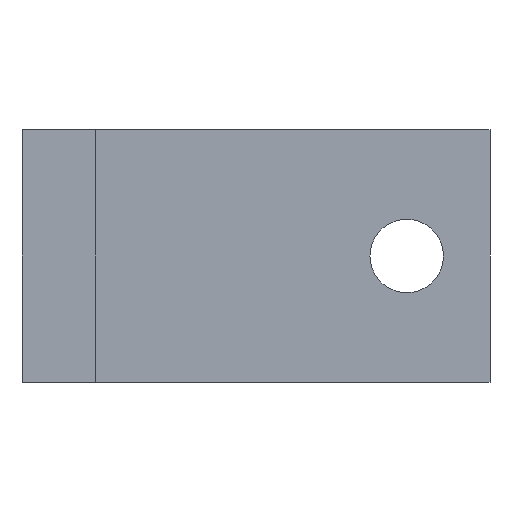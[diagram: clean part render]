
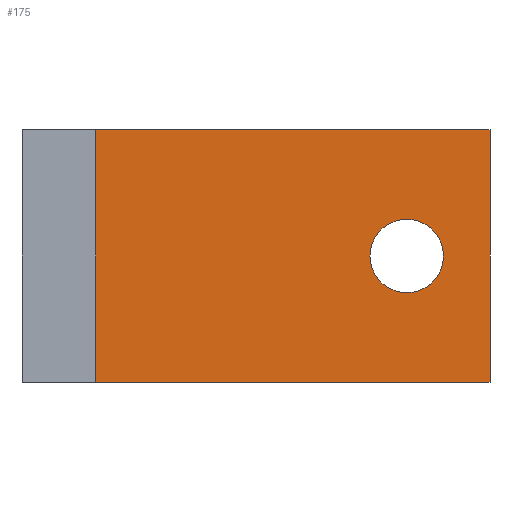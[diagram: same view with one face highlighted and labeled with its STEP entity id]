
A CAD part, left-side view. The second image highlights one B-rep face of the part: STEP entity #175.
In plain terms, the highlighted planar face has unit normal (-1, 0, 0).
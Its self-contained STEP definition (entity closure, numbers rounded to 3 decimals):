
#1 = VERTEX_POINT ( 'NONE', #95 ) ;
#7 = EDGE_CURVE ( 'NONE', #481, #124, #241, .T. ) ;
#14 = DIRECTION ( 'NONE',  ( 0., 0., -1. ) ) ;
#44 = CARTESIAN_POINT ( 'NONE',  ( 18.4, -3., 0. ) ) ;
#48 = EDGE_CURVE ( 'NONE', #349, #1, #478, .T. ) ;
#63 = DIRECTION ( 'NONE',  ( 0., -1., 0. ) ) ;
#79 = DIRECTION ( 'NONE',  ( 1., 0., 0. ) ) ;
#95 = CARTESIAN_POINT ( 'NONE',  ( 18.4, -19.1, 10.3 ) ) ;
#96 = EDGE_CURVE ( 'NONE', #251, #402, #114, .T. ) ;
#102 = VECTOR ( 'NONE', #14, 1000. ) ;
#109 = DIRECTION ( 'NONE',  ( 0., 0., -1. ) ) ;
#111 = DIRECTION ( 'NONE',  ( 1., 0., 0. ) ) ;
#114 = LINE ( 'NONE', #44, #228 ) ;
#117 = PLANE ( 'NONE',  #302 ) ;
#123 = CARTESIAN_POINT ( 'NONE',  ( 18.4, -19.1, 0. ) ) ;
#124 = VERTEX_POINT ( 'NONE', #184 ) ;
#133 = EDGE_CURVE ( 'NONE', #124, #481, #371, .T. ) ;
#137 = ORIENTED_EDGE ( 'NONE', *, *, #96, .T. ) ;
#150 = CARTESIAN_POINT ( 'NONE',  ( 18.4, -15.7, 5.15 ) ) ;
#159 = LINE ( 'NONE', #314, #220 ) ;
#175 = ADVANCED_FACE ( 'NONE', ( #190, #416 ), #117, .F. ) ;
#182 = DIRECTION ( 'NONE',  ( 0., -1., 0. ) ) ;
#184 = CARTESIAN_POINT ( 'NONE',  ( 18.4, -15.7, 3.65 ) ) ;
#185 = EDGE_LOOP ( 'NONE', ( #215, #221 ) ) ;
#188 = AXIS2_PLACEMENT_3D ( 'NONE', #289, #216, #109 ) ;
#190 = FACE_BOUND ( 'NONE', #185, .T. ) ;
#215 = ORIENTED_EDGE ( 'NONE', *, *, #133, .T. ) ;
#216 = DIRECTION ( 'NONE',  ( 1., 0., 0. ) ) ;
#220 = VECTOR ( 'NONE', #432, 1000. ) ;
#221 = ORIENTED_EDGE ( 'NONE', *, *, #7, .T. ) ;
#228 = VECTOR ( 'NONE', #182, 1000. ) ;
#241 = CIRCLE ( 'NONE', #188, 1.5 ) ;
#251 = VERTEX_POINT ( 'NONE', #422 ) ;
#280 = ORIENTED_EDGE ( 'NONE', *, *, #48, .F. ) ;
#289 = CARTESIAN_POINT ( 'NONE',  ( 18.4, -15.7, 5.15 ) ) ;
#302 = AXIS2_PLACEMENT_3D ( 'NONE', #447, #111, #409 ) ;
#314 = CARTESIAN_POINT ( 'NONE',  ( 18.4, -3., 10.3 ) ) ;
#316 = ORIENTED_EDGE ( 'NONE', *, *, #386, .F. ) ;
#323 = CARTESIAN_POINT ( 'NONE',  ( 18.4, -15.7, 6.65 ) ) ;
#326 = EDGE_LOOP ( 'NONE', ( #137, #316, #280, #376 ) ) ;
#340 = VECTOR ( 'NONE', #63, 1000. ) ;
#349 = VERTEX_POINT ( 'NONE', #387 ) ;
#350 = CARTESIAN_POINT ( 'NONE',  ( 18.4, -19.1, 10.3 ) ) ;
#371 = CIRCLE ( 'NONE', #465, 1.5 ) ;
#376 = ORIENTED_EDGE ( 'NONE', *, *, #398, .T. ) ;
#386 = EDGE_CURVE ( 'NONE', #1, #402, #429, .T. ) ;
#387 = CARTESIAN_POINT ( 'NONE',  ( 18.4, -3., 10.3 ) ) ;
#398 = EDGE_CURVE ( 'NONE', #349, #251, #159, .T. ) ;
#402 = VERTEX_POINT ( 'NONE', #123 ) ;
#409 = DIRECTION ( 'NONE',  ( 0., 0., -1. ) ) ;
#416 = FACE_OUTER_BOUND ( 'NONE', #326, .T. ) ;
#422 = CARTESIAN_POINT ( 'NONE',  ( 18.4, -3., 0. ) ) ;
#429 = LINE ( 'NONE', #350, #102 ) ;
#432 = DIRECTION ( 'NONE',  ( 0., 0., -1. ) ) ;
#440 = CARTESIAN_POINT ( 'NONE',  ( 18.4, -3., 10.3 ) ) ;
#447 = CARTESIAN_POINT ( 'NONE',  ( 18.4, -3., 10.3 ) ) ;
#457 = DIRECTION ( 'NONE',  ( 0., 0., -1. ) ) ;
#465 = AXIS2_PLACEMENT_3D ( 'NONE', #150, #79, #457 ) ;
#478 = LINE ( 'NONE', #440, #340 ) ;
#481 = VERTEX_POINT ( 'NONE', #323 ) ;
